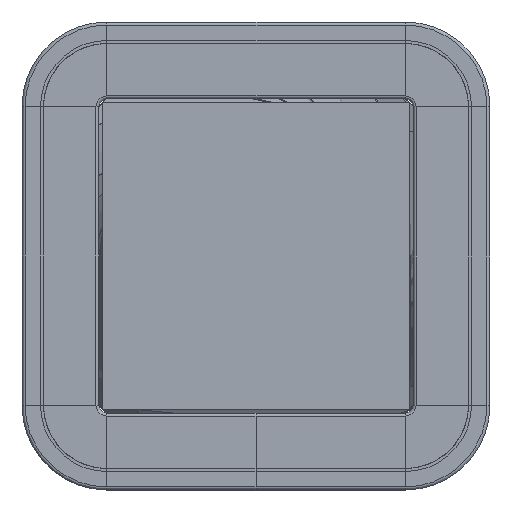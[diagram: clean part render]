
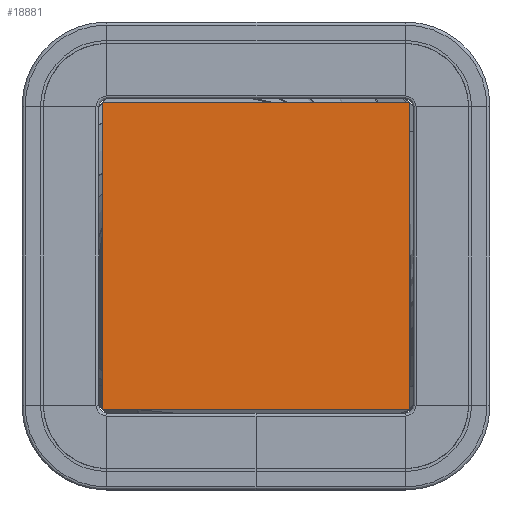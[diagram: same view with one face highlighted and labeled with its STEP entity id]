
A CAD part, front view. The second image highlights one B-rep face of the part: STEP entity #18881.
In plain terms, the highlighted planar face has unit normal (0, -1, 0).
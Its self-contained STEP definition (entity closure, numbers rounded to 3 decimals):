
#168 = VECTOR ( 'NONE', #2758, 1000. ) ;
#1333 = CARTESIAN_POINT ( 'NONE',  ( -10., -550., -10. ) ) ;
#1335 = PLANE ( 'NONE',  #7117 ) ;
#1464 = LINE ( 'NONE', #1333, #168 ) ;
#2464 = LINE ( 'NONE', #3819, #11495 ) ;
#2758 = DIRECTION ( 'NONE',  ( -1., 0., 0. ) ) ;
#2879 = EDGE_CURVE ( 'NONE', #19659, #4020, #13973, .T. ) ;
#2967 = DIRECTION ( 'NONE',  ( 0., 1., 0. ) ) ;
#3256 = VERTEX_POINT ( 'NONE', #13084 ) ;
#3519 = DIRECTION ( 'NONE',  ( 1., 0., 0. ) ) ;
#3819 = CARTESIAN_POINT ( 'NONE',  ( -10., -550., 10. ) ) ;
#3922 = EDGE_CURVE ( 'NONE', #4553, #19659, #2464, .T. ) ;
#4020 = VERTEX_POINT ( 'NONE', #19500 ) ;
#4553 = VERTEX_POINT ( 'NONE', #15762 ) ;
#4681 = ORIENTED_EDGE ( 'NONE', *, *, #3922, .F. ) ;
#7021 = CARTESIAN_POINT ( 'NONE',  ( 10., -550., 10. ) ) ;
#7117 = AXIS2_PLACEMENT_3D ( 'NONE', #19906, #2967, #21607 ) ;
#7457 = ORIENTED_EDGE ( 'NONE', *, *, #18278, .F. ) ;
#8591 = VECTOR ( 'NONE', #16822, 1000. ) ;
#9294 = CARTESIAN_POINT ( 'NONE',  ( -10., -550., -10. ) ) ;
#11495 = VECTOR ( 'NONE', #3519, 1000. ) ;
#12222 = EDGE_LOOP ( 'NONE', ( #20285, #4681, #7457, #18754 ) ) ;
#12820 = DIRECTION ( 'NONE',  ( 0., 0., 1. ) ) ;
#13084 = CARTESIAN_POINT ( 'NONE',  ( -10., -550., -10. ) ) ;
#13973 = LINE ( 'NONE', #21705, #8591 ) ;
#15678 = LINE ( 'NONE', #9294, #19363 ) ;
#15762 = CARTESIAN_POINT ( 'NONE',  ( -10., -550., 10. ) ) ;
#16822 = DIRECTION ( 'NONE',  ( 0., 0., -1. ) ) ;
#18278 = EDGE_CURVE ( 'NONE', #3256, #4553, #15678, .T. ) ;
#18754 = ORIENTED_EDGE ( 'NONE', *, *, #20453, .F. ) ;
#18881 = ADVANCED_FACE ( 'NONE', ( #19342 ), #1335, .F. ) ;
#19342 = FACE_OUTER_BOUND ( 'NONE', #12222, .T. ) ;
#19363 = VECTOR ( 'NONE', #12820, 1000. ) ;
#19500 = CARTESIAN_POINT ( 'NONE',  ( 10., -550., -10. ) ) ;
#19659 = VERTEX_POINT ( 'NONE', #7021 ) ;
#19906 = CARTESIAN_POINT ( 'NONE',  ( 0., -550., 0. ) ) ;
#20285 = ORIENTED_EDGE ( 'NONE', *, *, #2879, .F. ) ;
#20453 = EDGE_CURVE ( 'NONE', #4020, #3256, #1464, .T. ) ;
#21607 = DIRECTION ( 'NONE',  ( 0., 0., 1. ) ) ;
#21705 = CARTESIAN_POINT ( 'NONE',  ( 10., -550., -10. ) ) ;
